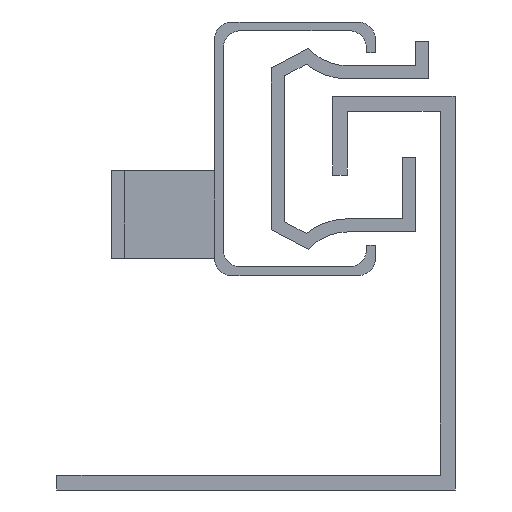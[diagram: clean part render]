
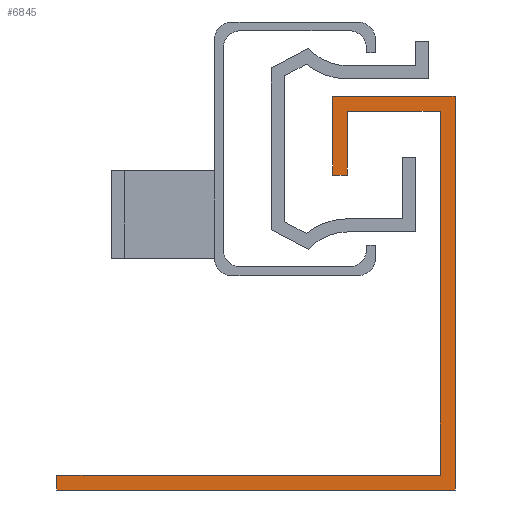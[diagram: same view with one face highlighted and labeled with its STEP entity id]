
A CAD part, left-side view. The second image highlights one B-rep face of the part: STEP entity #6845.
In plain terms, the highlighted planar face has unit normal (-1, 0, 0).
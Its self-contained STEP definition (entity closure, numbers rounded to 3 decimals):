
#3 = PLANE ( 'NONE',  #754 ) ;
#79 = CARTESIAN_POINT ( 'NONE',  ( 0., 1.7, 1.7 ) ) ;
#111 = LINE ( 'NONE', #7666, #2152 ) ;
#118 = EDGE_CURVE ( 'NONE', #6971, #4840, #8295, .T. ) ;
#136 = EDGE_CURVE ( 'NONE', #8260, #1079, #111, .T. ) ;
#451 = VECTOR ( 'NONE', #1536, 1000. ) ;
#677 = CARTESIAN_POINT ( 'NONE',  ( 0., 0., 45. ) ) ;
#749 = DIRECTION ( 'NONE',  ( 0., 1., 0. ) ) ;
#754 = AXIS2_PLACEMENT_3D ( 'NONE', #5104, #3845, #7009 ) ;
#799 = CARTESIAN_POINT ( 'NONE',  ( 0., 12.3, 43.3 ) ) ;
#884 = CARTESIAN_POINT ( 'NONE',  ( 0., 45.5, 1.7 ) ) ;
#1079 = VERTEX_POINT ( 'NONE', #2474 ) ;
#1222 = DIRECTION ( 'NONE',  ( 0., 0., -1. ) ) ;
#1242 = CARTESIAN_POINT ( 'NONE',  ( 0., 14., 36. ) ) ;
#1313 = VECTOR ( 'NONE', #1222, 1000. ) ;
#1449 = LINE ( 'NONE', #5311, #451 ) ;
#1460 = EDGE_LOOP ( 'NONE', ( #2756, #3718, #6951, #3725, #1615, #4596, #1461, #8298, #4589, #6064 ) ) ;
#1461 = ORIENTED_EDGE ( 'NONE', *, *, #118, .F. ) ;
#1536 = DIRECTION ( 'NONE',  ( 0., 1., 0. ) ) ;
#1615 = ORIENTED_EDGE ( 'NONE', *, *, #5465, .F. ) ;
#1700 = VERTEX_POINT ( 'NONE', #3073 ) ;
#1761 = DIRECTION ( 'NONE',  ( 0., 0., -1. ) ) ;
#1823 = CARTESIAN_POINT ( 'NONE',  ( 0., 12.3, 43.3 ) ) ;
#1918 = LINE ( 'NONE', #4971, #7280 ) ;
#2152 = VECTOR ( 'NONE', #749, 1000. ) ;
#2228 = EDGE_CURVE ( 'NONE', #2759, #7125, #5005, .T. ) ;
#2295 = CARTESIAN_POINT ( 'NONE',  ( 0., 0., 45. ) ) ;
#2474 = CARTESIAN_POINT ( 'NONE',  ( 0., 45.5, 0. ) ) ;
#2709 = CARTESIAN_POINT ( 'NONE',  ( 0., 14., 45. ) ) ;
#2756 = ORIENTED_EDGE ( 'NONE', *, *, #5655, .F. ) ;
#2759 = VERTEX_POINT ( 'NONE', #799 ) ;
#3073 = CARTESIAN_POINT ( 'NONE',  ( 0., 14., 45. ) ) ;
#3211 = LINE ( 'NONE', #1242, #4175 ) ;
#3238 = EDGE_CURVE ( 'NONE', #7125, #4338, #1449, .T. ) ;
#3394 = DIRECTION ( 'NONE',  ( 0., -1., 0. ) ) ;
#3401 = VECTOR ( 'NONE', #6777, 1000. ) ;
#3534 = VECTOR ( 'NONE', #3394, 1000. ) ;
#3718 = ORIENTED_EDGE ( 'NONE', *, *, #4720, .F. ) ;
#3725 = ORIENTED_EDGE ( 'NONE', *, *, #2228, .F. ) ;
#3760 = CARTESIAN_POINT ( 'NONE',  ( 0., 45.5, 0. ) ) ;
#3809 = CARTESIAN_POINT ( 'NONE',  ( 0., 14., 36. ) ) ;
#3845 = DIRECTION ( 'NONE',  ( 1., 0., 0. ) ) ;
#3914 = DIRECTION ( 'NONE',  ( 0., -1., 0. ) ) ;
#4175 = VECTOR ( 'NONE', #6372, 1000. ) ;
#4194 = LINE ( 'NONE', #8150, #3401 ) ;
#4232 = EDGE_CURVE ( 'NONE', #5536, #8260, #8108, .T. ) ;
#4338 = VERTEX_POINT ( 'NONE', #3809 ) ;
#4471 = EDGE_CURVE ( 'NONE', #1079, #6971, #5031, .T. ) ;
#4589 = ORIENTED_EDGE ( 'NONE', *, *, #136, .F. ) ;
#4596 = ORIENTED_EDGE ( 'NONE', *, *, #4779, .F. ) ;
#4720 = EDGE_CURVE ( 'NONE', #4338, #1700, #3211, .T. ) ;
#4779 = EDGE_CURVE ( 'NONE', #4840, #5008, #1918, .T. ) ;
#4840 = VERTEX_POINT ( 'NONE', #79 ) ;
#4971 = CARTESIAN_POINT ( 'NONE',  ( 0., 1.7, 1.7 ) ) ;
#5005 = LINE ( 'NONE', #1823, #1313 ) ;
#5008 = VERTEX_POINT ( 'NONE', #7531 ) ;
#5031 = LINE ( 'NONE', #3760, #6739 ) ;
#5104 = CARTESIAN_POINT ( 'NONE',  ( 0., 0., 0. ) ) ;
#5277 = FACE_OUTER_BOUND ( 'NONE', #1460, .T. ) ;
#5311 = CARTESIAN_POINT ( 'NONE',  ( 0., 12.3, 36. ) ) ;
#5465 = EDGE_CURVE ( 'NONE', #5008, #2759, #4194, .T. ) ;
#5536 = VERTEX_POINT ( 'NONE', #677 ) ;
#5655 = EDGE_CURVE ( 'NONE', #1700, #5536, #6676, .T. ) ;
#6064 = ORIENTED_EDGE ( 'NONE', *, *, #4232, .F. ) ;
#6322 = DIRECTION ( 'NONE',  ( 0., 0., 1. ) ) ;
#6335 = DIRECTION ( 'NONE',  ( 0., 0., 1. ) ) ;
#6348 = CARTESIAN_POINT ( 'NONE',  ( 0., 0., 0. ) ) ;
#6372 = DIRECTION ( 'NONE',  ( 0., 0., 1. ) ) ;
#6406 = CARTESIAN_POINT ( 'NONE',  ( 0., 45.5, 1.7 ) ) ;
#6676 = LINE ( 'NONE', #2709, #3534 ) ;
#6739 = VECTOR ( 'NONE', #6335, 1000. ) ;
#6754 = VECTOR ( 'NONE', #1761, 1000. ) ;
#6777 = DIRECTION ( 'NONE',  ( 0., 1., 0. ) ) ;
#6845 = ADVANCED_FACE ( 'NONE', ( #5277 ), #3, .F. ) ;
#6951 = ORIENTED_EDGE ( 'NONE', *, *, #3238, .F. ) ;
#6960 = CARTESIAN_POINT ( 'NONE',  ( 0., 12.3, 36. ) ) ;
#6971 = VERTEX_POINT ( 'NONE', #884 ) ;
#7009 = DIRECTION ( 'NONE',  ( 0., 0., -1. ) ) ;
#7125 = VERTEX_POINT ( 'NONE', #6960 ) ;
#7280 = VECTOR ( 'NONE', #6322, 1000. ) ;
#7531 = CARTESIAN_POINT ( 'NONE',  ( 0., 1.7, 43.3 ) ) ;
#7666 = CARTESIAN_POINT ( 'NONE',  ( 0., 0., 0. ) ) ;
#8052 = VECTOR ( 'NONE', #3914, 1000. ) ;
#8108 = LINE ( 'NONE', #2295, #6754 ) ;
#8150 = CARTESIAN_POINT ( 'NONE',  ( 0., 1.7, 43.3 ) ) ;
#8260 = VERTEX_POINT ( 'NONE', #6348 ) ;
#8295 = LINE ( 'NONE', #6406, #8052 ) ;
#8298 = ORIENTED_EDGE ( 'NONE', *, *, #4471, .F. ) ;
